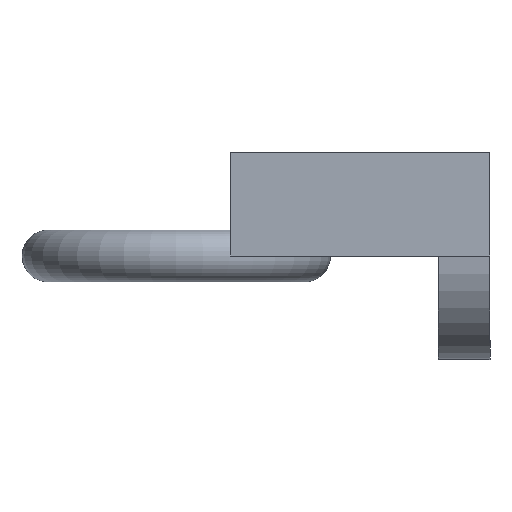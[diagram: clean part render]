
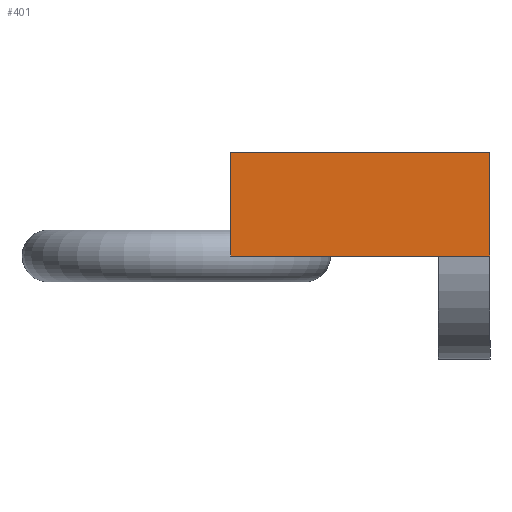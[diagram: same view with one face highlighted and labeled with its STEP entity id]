
A CAD part, left-side view. The second image highlights one B-rep face of the part: STEP entity #401.
In plain terms, the highlighted planar face has unit normal (-1, 0, 0).
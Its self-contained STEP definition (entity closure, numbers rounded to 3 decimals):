
#27=FACE_OUTER_BOUND('',#55,.T.);
#55=EDGE_LOOP('',(#269,#270,#271,#272));
#83=LINE('',#589,#132);
#84=LINE('',#591,#133);
#85=LINE('',#593,#134);
#86=LINE('',#594,#135);
#132=VECTOR('',#474,10.);
#133=VECTOR('',#475,10.);
#134=VECTOR('',#476,10.);
#135=VECTOR('',#477,10.);
#181=VERTEX_POINT('',#587);
#182=VERTEX_POINT('',#588);
#183=VERTEX_POINT('',#590);
#184=VERTEX_POINT('',#592);
#216=EDGE_CURVE('',#181,#182,#83,.T.);
#217=EDGE_CURVE('',#181,#183,#84,.T.);
#218=EDGE_CURVE('',#184,#183,#85,.T.);
#219=EDGE_CURVE('',#182,#184,#86,.T.);
#269=ORIENTED_EDGE('',*,*,#216,.F.);
#270=ORIENTED_EDGE('',*,*,#217,.T.);
#271=ORIENTED_EDGE('',*,*,#218,.F.);
#272=ORIENTED_EDGE('',*,*,#219,.F.);
#375=PLANE('',#438);
#401=ADVANCED_FACE('',(#27),#375,.T.);
#438=AXIS2_PLACEMENT_3D('',#586,#472,#473);
#472=DIRECTION('center_axis',(-1.,0.,0.));
#473=DIRECTION('ref_axis',(0.,-1.,0.));
#474=DIRECTION('',(0.,1.,0.));
#475=DIRECTION('',(0.,0.,1.));
#476=DIRECTION('',(0.,-1.,0.));
#477=DIRECTION('',(0.,0.,1.));
#586=CARTESIAN_POINT('Origin',(-100.,50.,0.));
#587=CARTESIAN_POINT('',(-100.,0.,0.));
#588=CARTESIAN_POINT('',(-100.,50.,0.));
#589=CARTESIAN_POINT('',(-100.,0.,0.));
#590=CARTESIAN_POINT('',(-100.,0.,20.));
#591=CARTESIAN_POINT('',(-100.,0.,0.));
#592=CARTESIAN_POINT('',(-100.,50.,20.));
#593=CARTESIAN_POINT('',(-100.,0.,20.));
#594=CARTESIAN_POINT('',(-100.,50.,0.));
